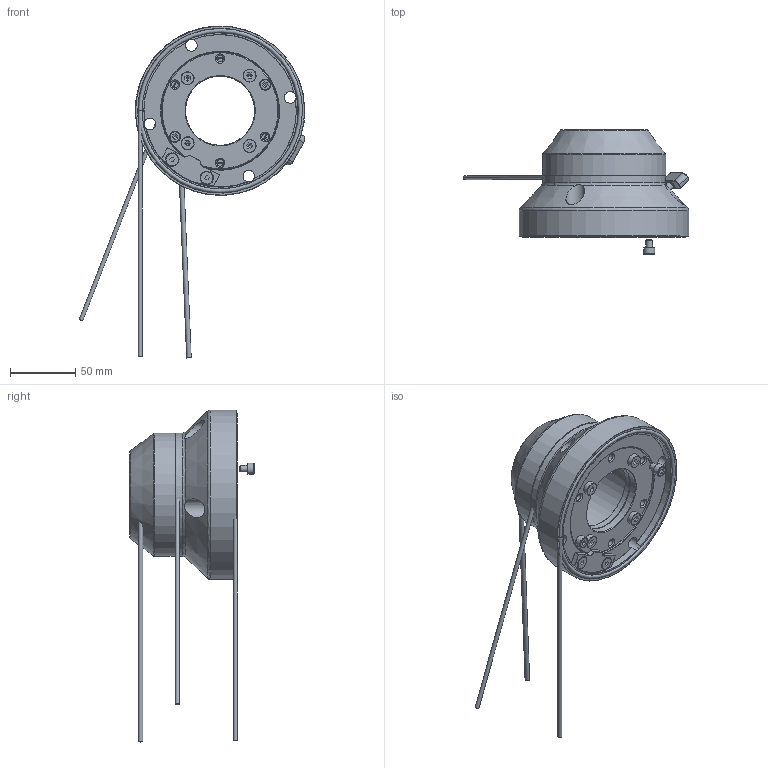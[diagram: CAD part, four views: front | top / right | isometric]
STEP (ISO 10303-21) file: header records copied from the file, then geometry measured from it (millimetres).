
FILE_DESCRIPTION (( 'STEP AP214' ), '1' );
FILE_NAME ('57026600.STEP', '2022-04-04T10:20:55', ( '' ), ( '' ), 'SwSTEP 2.0', 'SolidWorks 2020', '' );
FILE_SCHEMA (( 'AUTOMOTIVE_DESIGN' ));
Length unit declared in the file: millimetre
Products named in the file (16): 93659; 84135; 57026600; 82164; 84139; 93658; 93090; 93657; 84138; 82387; 93663; 84147; 84140; 84137; 82386; 93660
Assembly tree (23 placements, depth 2):
  57026600
    84135
    84140
    84137  x2
    84138
    84139
    93090  x2
    84147
    93658  x3
    93660  x4
    93663
    93659
    93657  x2
    82387
    82164
    82386
Bounding box: 173.06 x 95.5 x 254.6 mm (x, y, z)
Volume: 438753.8 mm3; surface area: 136811.5 mm2
Topology: 26 solids, 26 shells, 449 faces, 977 edges, 590 vertices
Faces by surface type: plane 213, cylinder 98, cone 85, torus 41, bspline 12
Full cylindrical faces by diameter (mm): 3 x2, 3.5 x1, 4 x1, 4.2 x2, 5 x8, 5.2 x7, 5.5 x3, 6 x8, 6.4 x4, 6.8 x1, 8 x1, 8.5 x5, 9 x4, 9.4 x2, 10 x7, 14.3 x4, 53 x2, 60.8 x2, 66.5 x1, 80.5 x2, 81.5 x3, 84.9 x1, 85.7 x1, 90 x1, 90.95 x2, 91 x1, 94.5 x2, 120 x1, 126 x1, 130 x1
Entity records: 9797 total; most frequent: CARTESIAN_POINT 2508, DIRECTION 1368, ORIENTED_EDGE 1032, AXIS2_PLACEMENT_3D 584, EDGE_LOOP 524, EDGE_CURVE 516, FACE_OUTER_BOUND 407, VERTEX_POINT 384
